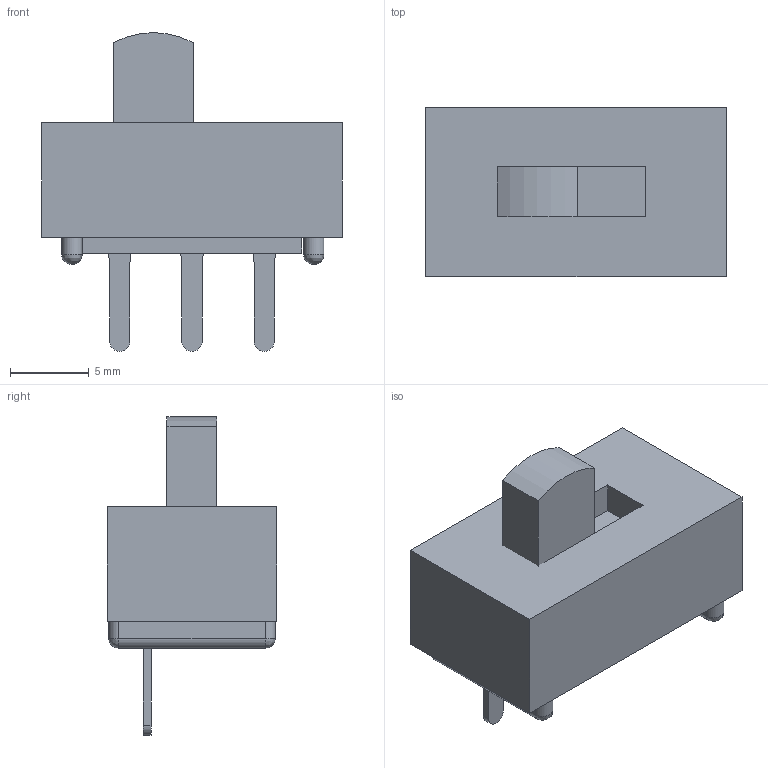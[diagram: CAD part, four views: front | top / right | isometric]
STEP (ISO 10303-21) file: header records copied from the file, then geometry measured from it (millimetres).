
FILE_DESCRIPTION(/* description */ (''),/* implementation_level */ '2;1');
FILE_NAME(/* name */ 'SlidingSwitch.step',/* time_stamp */ '2022-11-08T20:22:47-08:00',/* author */ (''),/* organization */ (''),/* preprocessor_version */ 'ST-DEVELOPER v19.2',/* originating_system */ 'Autodesk Translation Framework v11.17.0.187',/* authorisation */ '');
FILE_SCHEMA (('AUTOMOTIVE_DESIGN { 1 0 10303 214 3 1 1 }'));
Length unit declared in the file: millimetre
Products named in the file (1): Sliding Switch
Bounding box: 19.1 x 10.79 x 20.29 mm (x, y, z)
Volume: 1680.4 mm3; surface area: 1228.3 mm2
Topology: 5 solids, 5 shells, 63 faces, 142 edges, 92 vertices
Faces by surface type: plane 47, cylinder 12, bspline 4
Entity records: 1840 total; most frequent: CARTESIAN_POINT 384, DIRECTION 286, ORIENTED_EDGE 284, EDGE_CURVE 142, LINE 114, VECTOR 114, VERTEX_POINT 92, AXIS2_PLACEMENT_3D 86
